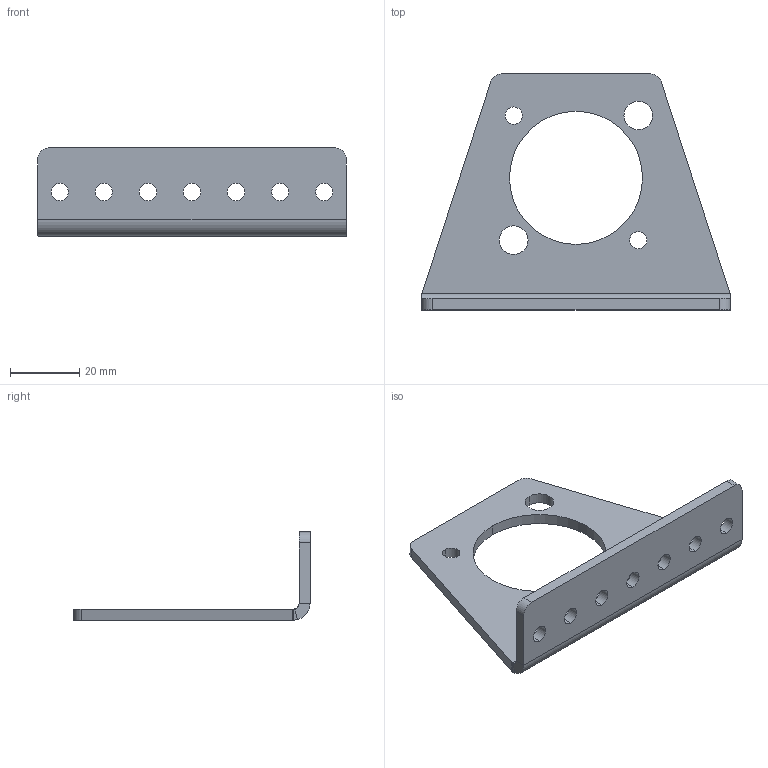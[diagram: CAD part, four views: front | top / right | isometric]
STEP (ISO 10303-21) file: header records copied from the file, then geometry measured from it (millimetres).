
FILE_DESCRIPTION (( 'STEP AP203' ), '1' );
FILE_NAME ('am-4245a 0.5IN 57Sport Bent Side Mount Gusset.STEP', '2025-02-18T13:50:52', ( '' ), ( '' ), 'SwSTEP 2.0', 'SolidWorks 2024', '' );
FILE_SCHEMA (( 'CONFIG_CONTROL_DESIGN' ));
Length unit declared in the file: inch
Products named in the file (1): am-4245a 0.5IN 57Sport Bent Side Mount Gusset
Bounding box: 88.9 x 68.04 x 25.4 mm (x, y, z)
Volume: 16348.6 mm3; surface area: 12298.5 mm2
Topology: 1 solids, 1 shells, 46 faces, 124 edges, 80 vertices
Faces by surface type: cylinder 32, plane 12, bspline 2
Entity records: 1621 total; most frequent: CARTESIAN_POINT 299, DIRECTION 270, ORIENTED_EDGE 248, EDGE_CURVE 124, AXIS2_PLACEMENT_3D 109, VERTEX_POINT 80, EDGE_LOOP 70, CIRCLE 64
